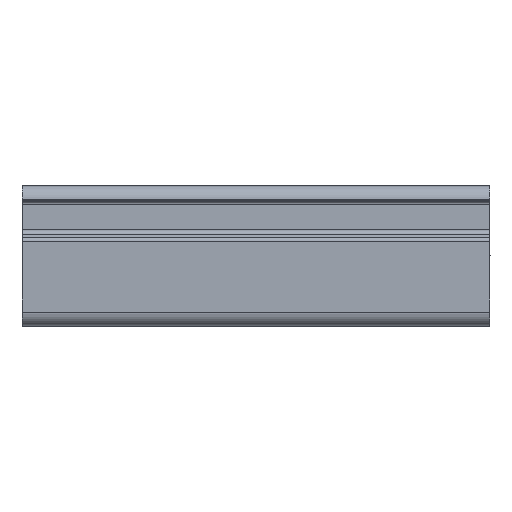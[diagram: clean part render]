
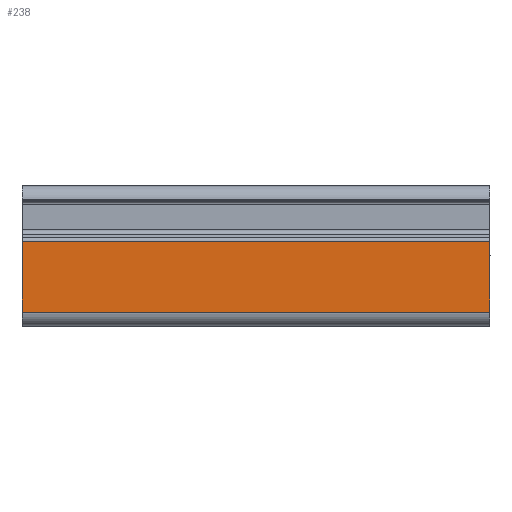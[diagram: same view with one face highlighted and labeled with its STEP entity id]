
A CAD part, top view. The second image highlights one B-rep face of the part: STEP entity #238.
In plain terms, the highlighted planar face has unit normal (0, 0, 1).
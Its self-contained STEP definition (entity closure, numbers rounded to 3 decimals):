
#238=ADVANCED_FACE('',(#456),#457,.F.);
#456=FACE_OUTER_BOUND('',#713,.T.);
#457=PLANE('',#714);
#713=EDGE_LOOP('',(#1624,#1625,#1626,#1627));
#714=AXIS2_PLACEMENT_3D('',#1628,#1629,#1630);
#1624=ORIENTED_EDGE('',*,*,#2131,.F.);
#1625=ORIENTED_EDGE('',*,*,#2232,.F.);
#1626=ORIENTED_EDGE('',*,*,#2006,.F.);
#1627=ORIENTED_EDGE('',*,*,#2233,.T.);
#1628=CARTESIAN_POINT('',(50000.0,-4.498,15.));
#1629=DIRECTION('',(0.0,0.,-1.0));
#1630=DIRECTION('',(0.0,1.0,0.));
#2006=EDGE_CURVE('',#2455,#2457,#2458,.T.);
#2131=EDGE_CURVE('',#2704,#2706,#2707,.T.);
#2232=EDGE_CURVE('',#2457,#2704,#2846,.T.);
#2233=EDGE_CURVE('',#2455,#2706,#2847,.T.);
#2455=VERTEX_POINT('',#3127);
#2457=VERTEX_POINT('',#3129);
#2458=LINE('',#3130,#3131);
#2704=VERTEX_POINT('',#3438);
#2706=VERTEX_POINT('',#3440);
#2707=LINE('',#3441,#3442);
#2846=LINE('',#3660,#3661);
#2847=LINE('',#3662,#3663);
#3127=CARTESIAN_POINT('',(50.,3.003,15.));
#3129=CARTESIAN_POINT('',(50.,-12.,15.));
#3130=CARTESIAN_POINT('',(50.,-4.498,15.));
#3131=VECTOR('',#3930,1.0);
#3438=CARTESIAN_POINT('',(-50.,-12.,15.));
#3440=CARTESIAN_POINT('',(-50.,3.003,15.));
#3441=CARTESIAN_POINT('',(-50.,-4.498,15.));
#3442=VECTOR('',#4181,1.0);
#3660=CARTESIAN_POINT('',(50000.0,-12.,15.));
#3661=VECTOR('',#4324,1.0);
#3662=CARTESIAN_POINT('',(50000.0,3.003,15.));
#3663=VECTOR('',#4325,1.0);
#3930=DIRECTION('',(0.0,-1.0,0.));
#4181=DIRECTION('',(0.0,1.0,0.));
#4324=DIRECTION('',(-1.0,0.0,0.0));
#4325=DIRECTION('',(-1.0,0.0,0.0));
